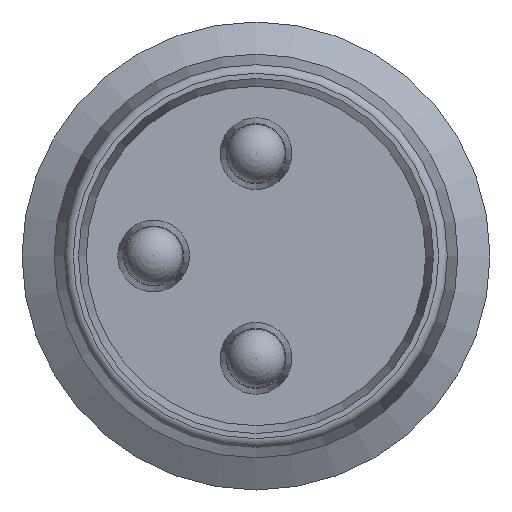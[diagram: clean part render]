
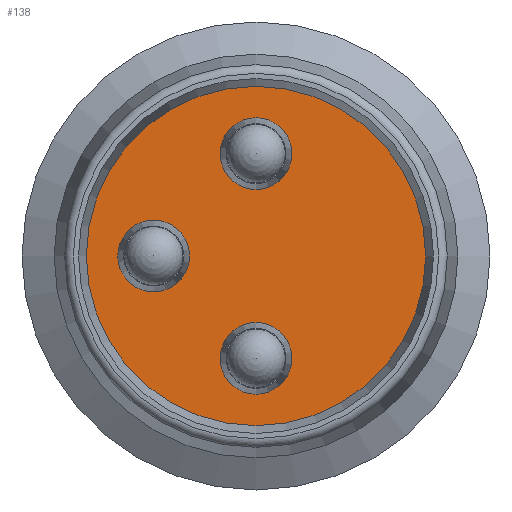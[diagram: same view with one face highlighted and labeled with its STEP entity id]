
A CAD part, front view. The second image highlights one B-rep face of the part: STEP entity #138.
In plain terms, the highlighted planar face has unit normal (0, -1, 0).
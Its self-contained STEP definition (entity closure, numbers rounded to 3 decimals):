
#138=ADVANCED_FACE('',(#258,#259,#260,#261),#177,.T.);
#177=PLANE('',#897);
#258=FACE_BOUND('',#394,.T.);
#259=FACE_BOUND('',#395,.T.);
#260=FACE_BOUND('',#396,.T.);
#261=FACE_BOUND('',#397,.T.);
#394=EDGE_LOOP('',(#536));
#395=EDGE_LOOP('',(#537));
#396=EDGE_LOOP('',(#538));
#397=EDGE_LOOP('',(#539));
#536=ORIENTED_EDGE('',*,*,#714,.T.);
#537=ORIENTED_EDGE('',*,*,#715,.T.);
#538=ORIENTED_EDGE('',*,*,#716,.T.);
#539=ORIENTED_EDGE('',*,*,#717,.F.);
#643=VERTEX_POINT('',#1362);
#644=VERTEX_POINT('',#1364);
#645=VERTEX_POINT('',#1366);
#646=VERTEX_POINT('',#1368);
#714=EDGE_CURVE('',#643,#643,#785,.T.);
#715=EDGE_CURVE('',#644,#644,#786,.T.);
#716=EDGE_CURVE('',#645,#645,#787,.T.);
#717=EDGE_CURVE('',#646,#646,#788,.T.);
#785=CIRCLE('',#893,0.613);
#786=CIRCLE('',#894,0.613);
#787=CIRCLE('',#895,0.613);
#788=CIRCLE('',#896,2.9);
#893=AXIS2_PLACEMENT_3D('',#1361,#1112,#1113);
#894=AXIS2_PLACEMENT_3D('',#1363,#1114,#1115);
#895=AXIS2_PLACEMENT_3D('',#1365,#1116,#1117);
#896=AXIS2_PLACEMENT_3D('',#1367,#1118,#1119);
#897=AXIS2_PLACEMENT_3D('',#1369,#1120,#1121);
#1112=DIRECTION('',(0.,1.,0.));
#1113=DIRECTION('',(0.,0.,-1.));
#1114=DIRECTION('',(0.,1.,0.));
#1115=DIRECTION('',(0.,0.,-1.));
#1116=DIRECTION('',(0.,1.,0.));
#1117=DIRECTION('',(0.,0.,-1.));
#1118=DIRECTION('',(0.,1.,0.));
#1119=DIRECTION('',(-1.,0.,0.));
#1120=DIRECTION('',(0.,-1.,0.));
#1121=DIRECTION('',(0.,0.,1.));
#1361=CARTESIAN_POINT('',(50.,45.1,-1.75));
#1362=CARTESIAN_POINT('',(50.,45.1,-2.363));
#1363=CARTESIAN_POINT('',(48.25,45.1,0.));
#1364=CARTESIAN_POINT('',(48.25,45.1,-0.613));
#1365=CARTESIAN_POINT('',(50.,45.1,1.75));
#1366=CARTESIAN_POINT('',(50.,45.1,1.137));
#1367=CARTESIAN_POINT('',(50.,45.1,0.));
#1368=CARTESIAN_POINT('',(47.1,45.1,0.));
#1369=CARTESIAN_POINT('',(50.,45.1,0.));
